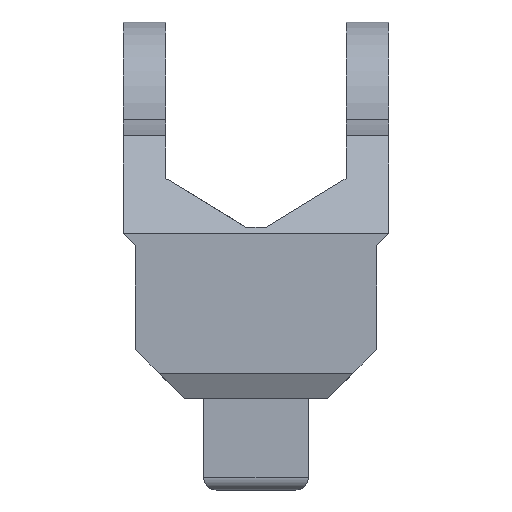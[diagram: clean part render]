
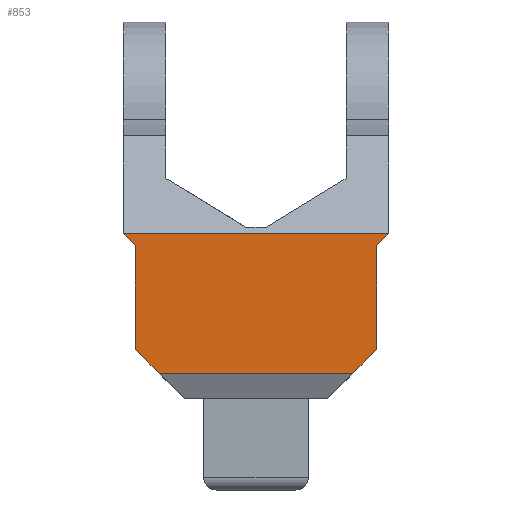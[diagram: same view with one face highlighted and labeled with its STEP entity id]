
A CAD part, front view. The second image highlights one B-rep face of the part: STEP entity #853.
In plain terms, the highlighted planar face has unit normal (0, -1, 0).
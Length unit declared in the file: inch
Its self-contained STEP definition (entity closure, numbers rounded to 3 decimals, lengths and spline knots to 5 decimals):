
#17 = VERTEX_POINT ( 'NONE', #850 ) ;
#22 = CARTESIAN_POINT ( 'NONE',  ( -0.54341, -0.625, 1.55659 ) ) ;
#31 = CARTESIAN_POINT ( 'NONE',  ( 0.79184, -0.625, 0.95503 ) ) ;
#37 = DIRECTION ( 'NONE',  ( 0.707, 0., 0.707 ) ) ;
#61 = VERTEX_POINT ( 'NONE', #229 ) ;
#82 = DIRECTION ( 'NONE',  ( 1., 0., 0. ) ) ;
#115 = DIRECTION ( 'NONE',  ( -1., 0., 0. ) ) ;
#128 = EDGE_CURVE ( 'NONE', #1333, #842, #410, .T. ) ;
#153 = CARTESIAN_POINT ( 'NONE',  ( 0.54341, -0.625, 1.55659 ) ) ;
#172 = ORIENTED_EDGE ( 'NONE', *, *, #645, .T. ) ;
#208 = ORIENTED_EDGE ( 'NONE', *, *, #1392, .T. ) ;
#220 = CARTESIAN_POINT ( 'NONE',  ( 0.98681, -0.625, 2. ) ) ;
#229 = CARTESIAN_POINT ( 'NONE',  ( -1.08681, -0.625, 2.1 ) ) ;
#230 = CARTESIAN_POINT ( 'NONE',  ( 0., -0.625, 2.1 ) ) ;
#260 = CARTESIAN_POINT ( 'NONE',  ( -0.98681, -0.625, 0.75 ) ) ;
#275 = ORIENTED_EDGE ( 'NONE', *, *, #487, .T. ) ;
#288 = VECTOR ( 'NONE', #361, 39.37008 ) ;
#296 = ORIENTED_EDGE ( 'NONE', *, *, #128, .T. ) ;
#314 = CARTESIAN_POINT ( 'NONE',  ( 0., -0.625, 2.1 ) ) ;
#316 = VECTOR ( 'NONE', #1104, 39.37008 ) ;
#361 = DIRECTION ( 'NONE',  ( 0.707, 0., 0.707 ) ) ;
#410 = LINE ( 'NONE', #153, #516 ) ;
#476 = CARTESIAN_POINT ( 'NONE',  ( -0.96841, -0.625, 1.13159 ) ) ;
#487 = EDGE_CURVE ( 'NONE', #17, #1333, #870, .T. ) ;
#500 = EDGE_CURVE ( 'NONE', #1388, #972, #1337, .T. ) ;
#505 = DIRECTION ( 'NONE',  ( 0.707, 0., -0.707 ) ) ;
#516 = VECTOR ( 'NONE', #37, 39.37008 ) ;
#561 = PLANE ( 'NONE',  #1219 ) ;
#638 = LINE ( 'NONE', #230, #776 ) ;
#645 = EDGE_CURVE ( 'NONE', #706, #17, #955, .T. ) ;
#706 = VERTEX_POINT ( 'NONE', #31 ) ;
#715 = VERTEX_POINT ( 'NONE', #1116 ) ;
#748 = CARTESIAN_POINT ( 'NONE',  ( -0.98681, -0.625, 1.15 ) ) ;
#776 = VECTOR ( 'NONE', #115, 39.37008 ) ;
#797 = VECTOR ( 'NONE', #860, 39.37008 ) ;
#804 = EDGE_CURVE ( 'NONE', #61, #972, #1101, .T. ) ;
#816 = CARTESIAN_POINT ( 'NONE',  ( 0., -0.625, 0.95503 ) ) ;
#823 = VECTOR ( 'NONE', #1347, 39.37008 ) ;
#841 = CARTESIAN_POINT ( 'NONE',  ( -0.98681, -0.625, 2. ) ) ;
#842 = VERTEX_POINT ( 'NONE', #1516 ) ;
#850 = CARTESIAN_POINT ( 'NONE',  ( 0.98681, -0.625, 1.15 ) ) ;
#853 = ADVANCED_FACE ( 'NONE', ( #931 ), #561, .T. ) ;
#857 = ORIENTED_EDGE ( 'NONE', *, *, #804, .T. ) ;
#860 = DIRECTION ( 'NONE',  ( 0., 0., 1. ) ) ;
#870 = LINE ( 'NONE', #1461, #797 ) ;
#925 = DIRECTION ( 'NONE',  ( 1., 0., 0. ) ) ;
#931 = FACE_OUTER_BOUND ( 'NONE', #1017, .T. ) ;
#955 = LINE ( 'NONE', #1435, #288 ) ;
#972 = VERTEX_POINT ( 'NONE', #841 ) ;
#1017 = EDGE_LOOP ( 'NONE', ( #208, #1094, #172, #275, #296, #1451, #857, #1401 ) ) ;
#1055 = DIRECTION ( 'NONE',  ( 0., -1., 0. ) ) ;
#1094 = ORIENTED_EDGE ( 'NONE', *, *, #1311, .T. ) ;
#1101 = LINE ( 'NONE', #22, #1478 ) ;
#1104 = DIRECTION ( 'NONE',  ( 0., 0., 1. ) ) ;
#1110 = EDGE_CURVE ( 'NONE', #842, #61, #638, .T. ) ;
#1116 = CARTESIAN_POINT ( 'NONE',  ( -0.79184, -0.625, 0.95503 ) ) ;
#1187 = LINE ( 'NONE', #816, #1273 ) ;
#1219 = AXIS2_PLACEMENT_3D ( 'NONE', #314, #1055, #925 ) ;
#1273 = VECTOR ( 'NONE', #82, 39.37008 ) ;
#1311 = EDGE_CURVE ( 'NONE', #715, #706, #1187, .T. ) ;
#1333 = VERTEX_POINT ( 'NONE', #220 ) ;
#1337 = LINE ( 'NONE', #260, #316 ) ;
#1347 = DIRECTION ( 'NONE',  ( 0.707, 0., -0.707 ) ) ;
#1388 = VERTEX_POINT ( 'NONE', #748 ) ;
#1392 = EDGE_CURVE ( 'NONE', #1388, #715, #1566, .T. ) ;
#1401 = ORIENTED_EDGE ( 'NONE', *, *, #500, .F. ) ;
#1435 = CARTESIAN_POINT ( 'NONE',  ( 0.96841, -0.625, 1.13159 ) ) ;
#1451 = ORIENTED_EDGE ( 'NONE', *, *, #1110, .T. ) ;
#1461 = CARTESIAN_POINT ( 'NONE',  ( 0.98681, -0.625, 0.75 ) ) ;
#1478 = VECTOR ( 'NONE', #505, 39.37008 ) ;
#1516 = CARTESIAN_POINT ( 'NONE',  ( 1.08681, -0.625, 2.1 ) ) ;
#1566 = LINE ( 'NONE', #476, #823 ) ;
